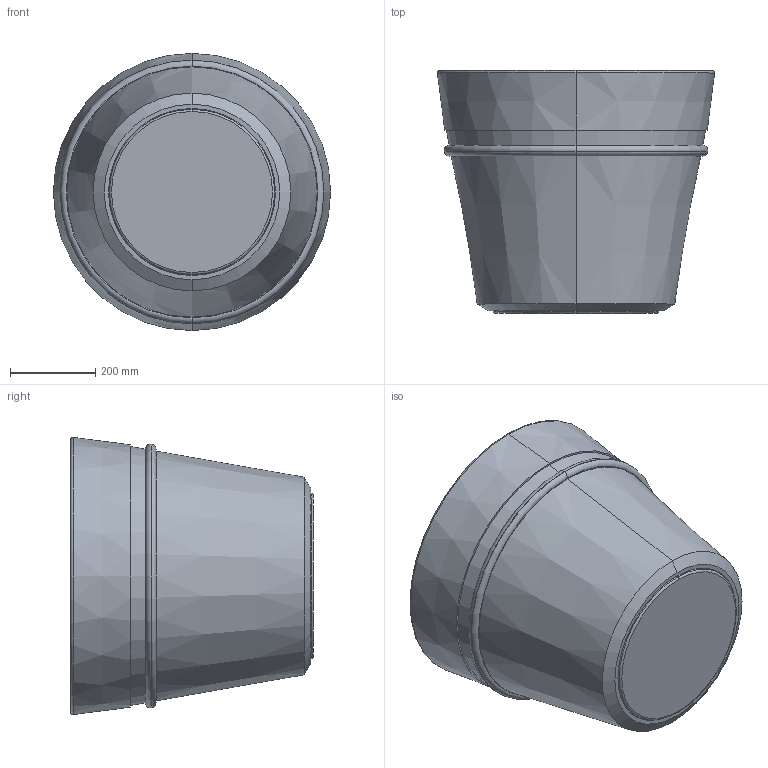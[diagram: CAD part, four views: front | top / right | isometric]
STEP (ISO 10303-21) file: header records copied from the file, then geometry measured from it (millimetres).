
FILE_DESCRIPTION (( 'STEP AP203' ), '1' );
FILE_NAME ('REAL65 57.STEP', '2020-06-01T10:05:59', ( 'admin' ), ( '' ), 'SwSTEP 2.0', 'SolidWorks 2019', '' );
FILE_SCHEMA (( 'CONFIG_CONTROL_DESIGN' ));
Length unit declared in the file: millimetre
Products named in the file (1): REAL65 57
Bounding box: 650.63 x 570 x 650.63 mm (x, y, z)
Volume: 28527245.3 mm3; surface area: 2320820.6 mm2
Topology: 1 solids, 1 shells, 42 faces, 82 edges, 46 vertices
Faces by surface type: torus 18, cone 18, plane 6
Entity records: 1159 total; most frequent: DIRECTION 232, CARTESIAN_POINT 171, ORIENTED_EDGE 164, AXIS2_PLACEMENT_3D 107, EDGE_CURVE 82, CIRCLE 64, VERTEX_POINT 46, EDGE_LOOP 46
